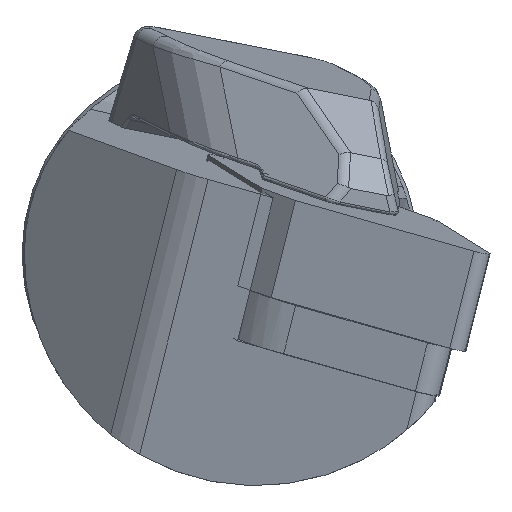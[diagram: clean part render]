
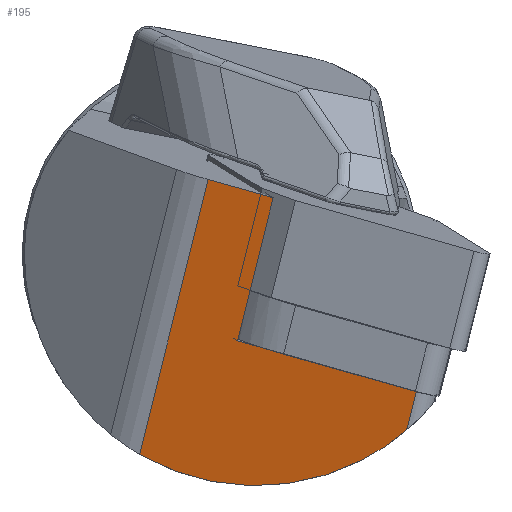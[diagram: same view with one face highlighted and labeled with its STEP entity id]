
A CAD part, left-side view. The second image highlights one B-rep face of the part: STEP entity #195.
In plain terms, the highlighted planar face has unit normal (-0.951, 0.307, -0.026).
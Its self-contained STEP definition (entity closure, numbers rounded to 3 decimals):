
#131=ELLIPSE('',#1851,15.349,14.6);
#195=ADVANCED_FACE('',(#342),#302,.F.);
#302=PLANE('',#1852);
#342=FACE_OUTER_BOUND('',#443,.T.);
#443=EDGE_LOOP('',(#848,#849,#850,#851,#852,#853,#854));
#556=LINE('',#2609,#686);
#559=LINE('',#2632,#689);
#570=LINE('',#2672,#700);
#571=LINE('',#2674,#701);
#572=LINE('',#2675,#702);
#573=LINE('',#2679,#703);
#686=VECTOR('',#2058,1.);
#689=VECTOR('',#2069,1.);
#700=VECTOR('',#2098,1.);
#701=VECTOR('',#2099,1.);
#702=VECTOR('',#2100,1.);
#703=VECTOR('',#2103,1.);
#848=ORIENTED_EDGE('',*,*,#1538,.T.);
#849=ORIENTED_EDGE('',*,*,#1511,.T.);
#850=ORIENTED_EDGE('',*,*,#1539,.T.);
#851=ORIENTED_EDGE('',*,*,#1519,.F.);
#852=ORIENTED_EDGE('',*,*,#1540,.F.);
#853=ORIENTED_EDGE('',*,*,#1541,.T.);
#854=ORIENTED_EDGE('',*,*,#1542,.T.);
#1344=VERTEX_POINT('',#2606);
#1345=VERTEX_POINT('',#2608);
#1353=VERTEX_POINT('',#2631);
#1354=VERTEX_POINT('',#2633);
#1370=VERTEX_POINT('',#2673);
#1371=VERTEX_POINT('',#2676);
#1372=VERTEX_POINT('',#2678);
#1511=EDGE_CURVE('',#1344,#1345,#556,.T.);
#1519=EDGE_CURVE('',#1353,#1354,#559,.T.);
#1538=EDGE_CURVE('',#1370,#1344,#570,.T.);
#1539=EDGE_CURVE('',#1345,#1354,#571,.T.);
#1540=EDGE_CURVE('',#1371,#1353,#572,.T.);
#1541=EDGE_CURVE('',#1371,#1372,#131,.T.);
#1542=EDGE_CURVE('',#1372,#1370,#573,.T.);
#1851=AXIS2_PLACEMENT_3D('',#2677,#2101,#2102);
#1852=AXIS2_PLACEMENT_3D('',#2680,#2104,#2105);
#2058=DIRECTION('',(0.29,0.921,0.261));
#2069=DIRECTION('',(-0.29,-0.921,-0.261));
#2098=DIRECTION('',(0.29,0.921,0.261));
#2099=DIRECTION('',(-0.105,-0.241,0.965));
#2100=DIRECTION('',(-0.105,-0.241,0.965));
#2101=DIRECTION('',(-0.951,0.307,-0.026));
#2102=DIRECTION('',(0.308,0.948,-0.081));
#2103=DIRECTION('',(-0.105,-0.241,0.965));
#2104=DIRECTION('',(0.951,-0.307,0.026));
#2105=DIRECTION('',(0.307,0.952,0.));
#2606=CARTESIAN_POINT('',(5.197,-2.64,-5.904));
#2608=CARTESIAN_POINT('',(5.687,-1.086,-5.464));
#2609=CARTESIAN_POINT('',(2.135,-12.355,-8.658));
#2631=CARTESIAN_POINT('',(6.004,0.767,4.701));
#2632=CARTESIAN_POINT('',(1.16,-14.599,0.345));
#2633=CARTESIAN_POINT('',(4.712,-3.33,3.539));
#2672=CARTESIAN_POINT('',(2.135,-12.355,-8.658));
#2673=CARTESIAN_POINT('',(2.135,-12.355,-8.658));
#2674=CARTESIAN_POINT('',(4.119,-4.695,9.011));
#2675=CARTESIAN_POINT('',(9.108,7.913,-23.959));
#2676=CARTESIAN_POINT('',(7.881,5.087,-12.623));
#2677=CARTESIAN_POINT('',(5.159,-2.25,0.));
#2678=CARTESIAN_POINT('',(2.398,-11.749,-11.087));
#2679=CARTESIAN_POINT('',(4.264,-7.454,-28.315));
#2680=CARTESIAN_POINT('',(4.264,-7.454,-28.315));
